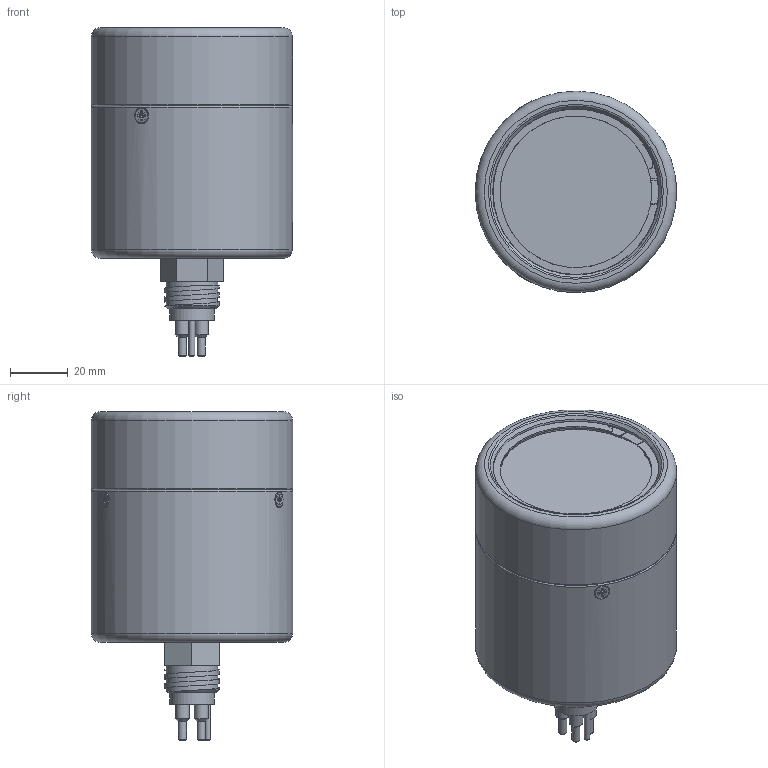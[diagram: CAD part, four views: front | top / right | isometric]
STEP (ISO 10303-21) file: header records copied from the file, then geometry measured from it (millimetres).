
FILE_DESCRIPTION(/* description */ (''),/* implementation_level */ '2;1');
FILE_NAME(/* name */ 'AR101_DragonFish_MCBH4M.stp',/* time_stamp */ '2022-10-05T12:17:41-04:00',/* author */ ('lfrey'),/* organization */ (''),/* preprocessor_version */ 'ST-DEVELOPER v19',/* originating_system */ 'Autodesk Inventor 2023',/* authorisation */ '');
FILE_SCHEMA (('AUTOMOTIVE_DESIGN { 1 0 10303 214 3 1 1 }'));
Length unit declared in the file: inch
Products named in the file (1): DragonFish_MCBH4M
Bounding box: 69.96 x 69.85 x 114 mm (x, y, z)
Volume: 227089.3 mm3; surface area: 56118.6 mm2
Topology: 1 solids, 5 shells, 368 faces, 951 edges, 615 vertices
Faces by surface type: plane 140, cone 79, cylinder 78, bspline 38, torus 33
Full cylindrical faces by diameter (mm): 1.694 x5, 2 x1, 2.156 x3, 2.8 x4, 2.845 x3, 2.946 x2, 3.302 x6, 4.8 x4, 4.953 x3, 5 x1, 9.5 x1, 9.525 x1, 9.728 x9, 10 x1, 12.5 x1, 15.5 x1, 16 x1, 17.9 x2, 19 x2, 40.64 x1, 48.158 x1, 52.324 x2, 52.476 x1, 57.15 x1, 57.353 x2, 61.519 x1, 69.85 x2
Entity records: 17033 total; most frequent: CARTESIAN_POINT 7969, ORIENTED_EDGE 1868, DIRECTION 1664, EDGE_CURVE 934, AXIS2_PLACEMENT_3D 638, VERTEX_POINT 615, EDGE_LOOP 419, LINE 388
